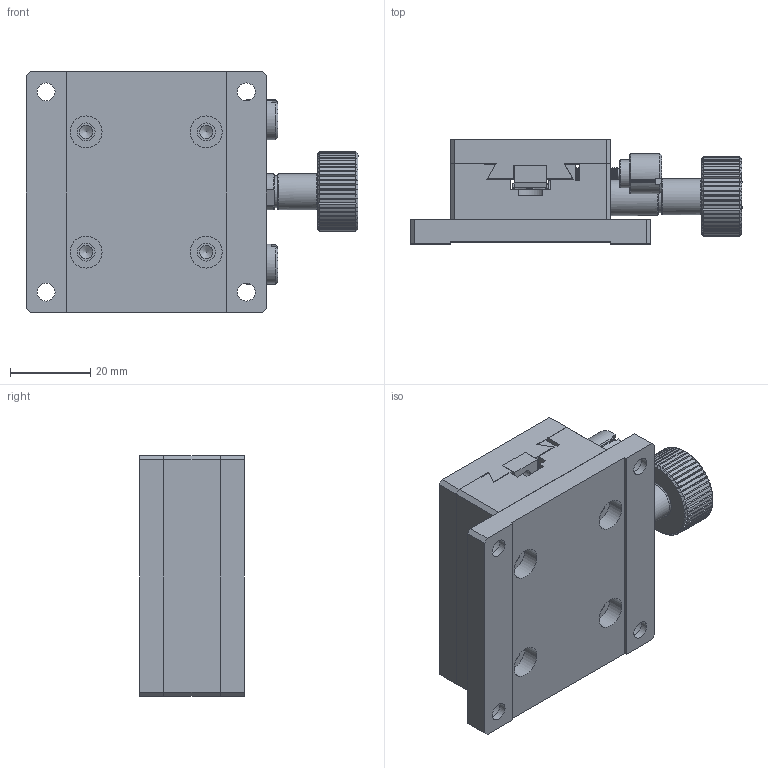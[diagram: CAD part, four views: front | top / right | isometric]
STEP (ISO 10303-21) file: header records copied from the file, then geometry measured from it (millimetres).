
FILE_DESCRIPTION (( 'STEP AP203' ), '1' );
FILE_NAME ('528712.STEP', '2024-10-14T06:30:03', ( 'Windows User' ), ( 'P R C' ), 'SwSTEP 2.0', 'SolidWorks 2020', '' );
FILE_SCHEMA (( 'CONFIG_CONTROL_DESIGN' ));
Products named in the file (1): 528712
Bounding box: 82.9 x 26 x 60 mm (x, y, z)
Volume: 68877.1 mm3; surface area: 35063.8 mm2
Topology: 12 solids, 12 shells, 670 faces, 1663 edges, 1034 vertices
Faces by surface type: plane 368, cylinder 132, cone 132, bspline 38
Full cylindrical faces by diameter (mm): 2.05 x2, 2.5 x10, 2.6 x2, 2.8 x2, 3 x1, 3.3 x10, 4 x2, 4.1 x2, 4.5 x12, 7 x2, 7.4 x1, 8 x14, 9 x2
Entity records: 107494 total; most frequent: CARTESIAN_POINT 92531, ORIENTED_EDGE 3124, DIRECTION 2871, EDGE_CURVE 1562, AXIS2_PLACEMENT_3D 1038, VERTEX_POINT 1012, EDGE_LOOP 834, VECTOR 795
